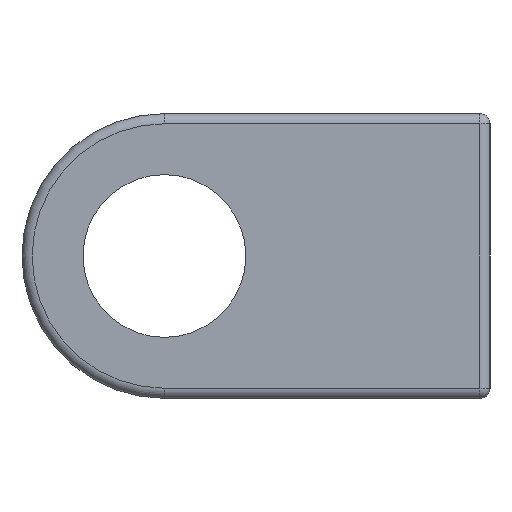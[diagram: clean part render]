
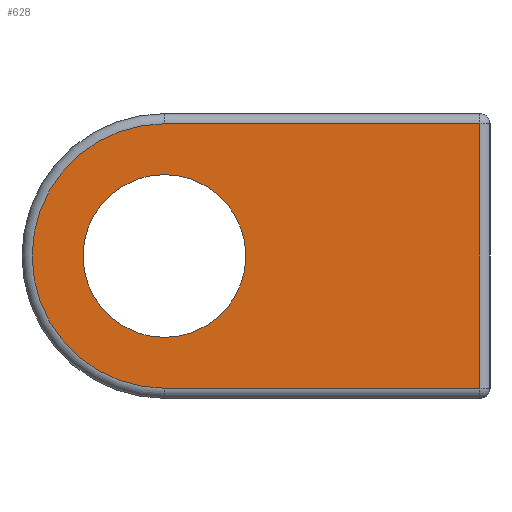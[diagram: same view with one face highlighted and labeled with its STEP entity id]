
A CAD part, left-side view. The second image highlights one B-rep face of the part: STEP entity #628.
In plain terms, the highlighted planar face has unit normal (-1, 0, 0).
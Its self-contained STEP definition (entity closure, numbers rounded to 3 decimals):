
#22=FACE_BOUND('',#130,.T.);
#42=PLANE('',#709);
#82=FACE_OUTER_BOUND('',#129,.T.);
#129=EDGE_LOOP('',(#524,#525,#526,#527));
#130=EDGE_LOOP('',(#528));
#197=CIRCLE('',#706,6.5);
#198=CIRCLE('',#710,4.);
#232=LINE('',#1047,#266);
#242=LINE('',#1085,#276);
#243=LINE('',#1092,#277);
#266=VECTOR('',#836,13.);
#276=VECTOR('',#884,15.5);
#277=VECTOR('',#895,15.5);
#305=VERTEX_POINT('',#1036);
#306=VERTEX_POINT('',#1040);
#315=VERTEX_POINT('',#1081);
#317=VERTEX_POINT('',#1087);
#318=VERTEX_POINT('',#1096);
#374=EDGE_CURVE('',#306,#305,#232,.T.);
#394=EDGE_CURVE('',#305,#315,#242,.T.);
#397=EDGE_CURVE('',#315,#317,#197,.T.);
#398=EDGE_CURVE('',#317,#306,#243,.T.);
#400=EDGE_CURVE('',#318,#318,#198,.T.);
#524=ORIENTED_EDGE('',*,*,#374,.F.);
#525=ORIENTED_EDGE('',*,*,#398,.F.);
#526=ORIENTED_EDGE('',*,*,#397,.F.);
#527=ORIENTED_EDGE('',*,*,#394,.F.);
#528=ORIENTED_EDGE('',*,*,#400,.T.);
#628=ADVANCED_FACE('',(#82,#22),#42,.T.);
#706=AXIS2_PLACEMENT_3D('',#1090,#891,#892);
#709=AXIS2_PLACEMENT_3D('',#1095,#899,#900);
#710=AXIS2_PLACEMENT_3D('',#1097,#901,#902);
#836=DIRECTION('',(0.,0.,-1.));
#884=DIRECTION('',(0.,1.,0.));
#891=DIRECTION('center_axis',(1.,0.,0.));
#892=DIRECTION('ref_axis',(0.,1.,0.));
#895=DIRECTION('',(0.,-1.,0.));
#899=DIRECTION('center_axis',(-1.,0.,0.));
#900=DIRECTION('ref_axis',(0.,-1.,0.));
#901=DIRECTION('center_axis',(1.,0.,0.));
#902=DIRECTION('ref_axis',(0.,0.,1.));
#1036=CARTESIAN_POINT('',(-27.5,-14.75,-6.5));
#1040=CARTESIAN_POINT('',(-27.5,-14.75,6.5));
#1047=CARTESIAN_POINT('',(-27.5,-14.75,0.));
#1081=CARTESIAN_POINT('',(-27.5,0.75,-6.5));
#1085=CARTESIAN_POINT('',(-27.5,0.736,-6.5));
#1087=CARTESIAN_POINT('',(-27.5,0.75,6.5));
#1090=CARTESIAN_POINT('Origin',(-27.5,0.75,0.));
#1092=CARTESIAN_POINT('',(-27.5,0.736,6.5));
#1095=CARTESIAN_POINT('Origin',(-27.5,7.75,0.));
#1096=CARTESIAN_POINT('',(-27.5,0.75,4.));
#1097=CARTESIAN_POINT('Origin',(-27.5,0.75,0.));
